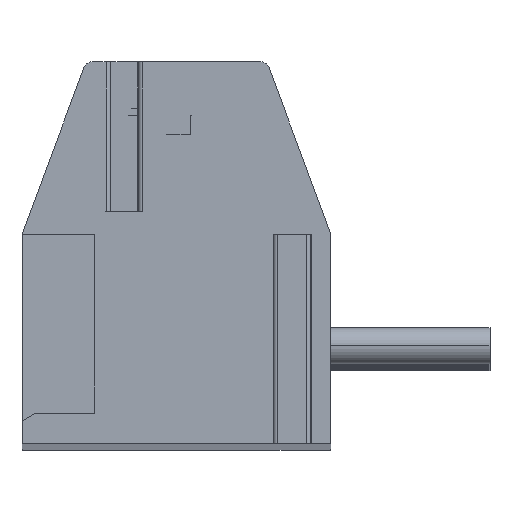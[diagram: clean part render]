
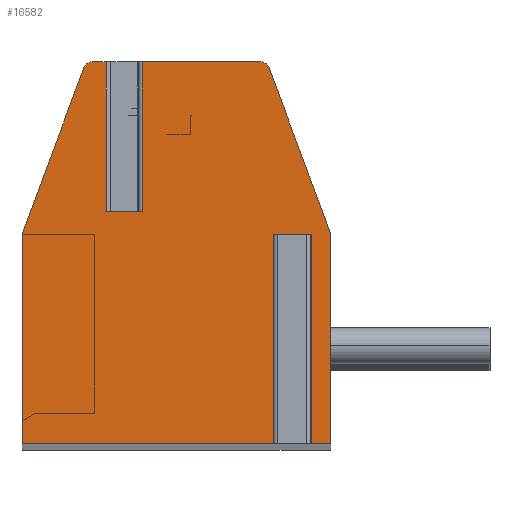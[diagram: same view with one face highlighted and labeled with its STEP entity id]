
A CAD part, top view. The second image highlights one B-rep face of the part: STEP entity #16582.
In plain terms, the highlighted planar face has unit normal (0, 0, 1).
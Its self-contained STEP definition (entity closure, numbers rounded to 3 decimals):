
#13=DIRECTION('',(1.,0.,0.));
#14=VECTOR('',#13,0.796);
#15=CARTESIAN_POINT('',(-1.548,0.9,82.25));
#16=LINE('',#15,#14);
#17=DIRECTION('',(0.,1.,0.));
#18=VECTOR('',#17,3.3);
#19=CARTESIAN_POINT('',(-0.752,0.9,82.25));
#20=LINE('',#19,#18);
#21=DIRECTION('',(-1.,0.,0.));
#22=VECTOR('',#21,2.603);
#23=CARTESIAN_POINT('',(1.851,4.2,82.25));
#24=LINE('',#23,#22);
#25=CARTESIAN_POINT('',(1.851,4.,82.25));
#26=DIRECTION('',(0.,0.,1.));
#27=DIRECTION('',(0.938,0.348,0.));
#28=AXIS2_PLACEMENT_3D('',#25,#26,#27);
#30=DIRECTION('',(-0.348,0.938,0.));
#31=VECTOR('',#30,3.914);
#32=CARTESIAN_POINT('',(3.4,0.4,82.25));
#33=LINE('',#32,#31);
#34=DIRECTION('',(0.,1.,0.));
#35=VECTOR('',#34,4.6);
#36=CARTESIAN_POINT('',(3.4,-4.2,82.25));
#37=LINE('',#36,#35);
#38=DIRECTION('',(1.,0.,0.));
#39=VECTOR('',#38,0.634);
#40=CARTESIAN_POINT('',(2.766,-4.2,82.25));
#41=LINE('',#40,#39);
#42=DIRECTION('',(0.,1.,0.));
#43=VECTOR('',#42,4.6);
#44=CARTESIAN_POINT('',(2.766,-4.2,82.25));
#45=LINE('',#44,#43);
#46=DIRECTION('',(-1.,0.,0.));
#47=VECTOR('',#46,0.43);
#48=CARTESIAN_POINT('',(2.766,0.4,82.25));
#49=LINE('',#48,#47);
#50=DIRECTION('',(0.,1.,0.));
#51=VECTOR('',#50,4.6);
#52=CARTESIAN_POINT('',(2.336,-4.2,82.25));
#53=LINE('',#52,#51);
#54=DIRECTION('',(1.,0.,0.));
#55=VECTOR('',#54,5.736);
#56=CARTESIAN_POINT('',(-3.4,-4.2,82.25));
#57=LINE('',#56,#55);
#58=DIRECTION('',(0.,-1.,0.));
#59=VECTOR('',#58,4.6);
#60=CARTESIAN_POINT('',(-3.4,0.4,82.25));
#61=LINE('',#60,#59);
#62=DIRECTION('',(-0.348,-0.938,0.));
#63=VECTOR('',#62,3.914);
#64=CARTESIAN_POINT('',(-2.038,4.07,82.25));
#65=LINE('',#64,#63);
#66=CARTESIAN_POINT('',(-1.851,4.,82.25));
#67=DIRECTION('',(0.,0.,1.));
#68=DIRECTION('',(0.,1.,0.));
#69=AXIS2_PLACEMENT_3D('',#66,#67,#68);
#71=DIRECTION('',(-1.,0.,0.));
#72=VECTOR('',#71,0.303);
#73=CARTESIAN_POINT('',(-1.548,4.2,82.25));
#74=LINE('',#73,#72);
#75=DIRECTION('',(0.,1.,0.));
#76=VECTOR('',#75,3.3);
#77=CARTESIAN_POINT('',(-1.548,0.9,82.25));
#78=LINE('',#77,#76);
#12953=CARTESIAN_POINT('',(-1.851,4.2,82.25));
#12954=CARTESIAN_POINT('',(-2.038,4.07,82.25));
#12955=VERTEX_POINT('',#12953);
#12956=VERTEX_POINT('',#12954);
#12957=CARTESIAN_POINT('',(-3.4,0.4,82.25));
#12958=VERTEX_POINT('',#12957);
#12959=CARTESIAN_POINT('',(-3.4,-4.2,82.25));
#12960=VERTEX_POINT('',#12959);
#12961=CARTESIAN_POINT('',(3.4,-4.2,82.25));
#12962=CARTESIAN_POINT('',(3.4,0.4,82.25));
#12963=VERTEX_POINT('',#12961);
#12964=VERTEX_POINT('',#12962);
#12965=CARTESIAN_POINT('',(2.038,4.07,82.25));
#12966=VERTEX_POINT('',#12965);
#12967=CARTESIAN_POINT('',(1.851,4.2,82.25));
#12968=VERTEX_POINT('',#12967);
#13009=CARTESIAN_POINT('',(2.766,0.4,82.25));
#13010=CARTESIAN_POINT('',(2.336,0.4,82.25));
#13011=VERTEX_POINT('',#13009);
#13012=VERTEX_POINT('',#13010);
#13013=CARTESIAN_POINT('',(2.336,-4.2,82.25));
#13014=VERTEX_POINT('',#13013);
#13015=CARTESIAN_POINT('',(2.766,-4.2,82.25));
#13016=VERTEX_POINT('',#13015);
#13077=CARTESIAN_POINT('',(-1.548,0.9,82.25));
#13078=CARTESIAN_POINT('',(-0.752,0.9,82.25));
#13079=VERTEX_POINT('',#13077);
#13080=VERTEX_POINT('',#13078);
#13081=CARTESIAN_POINT('',(-1.548,4.2,82.25));
#13082=VERTEX_POINT('',#13081);
#13083=CARTESIAN_POINT('',(-0.752,4.2,82.25));
#13084=VERTEX_POINT('',#13083);
#16543=CARTESIAN_POINT('',(0.,0.,82.25));
#16544=DIRECTION('',(0.,0.,1.));
#16545=DIRECTION('',(1.,0.,0.));
#16546=AXIS2_PLACEMENT_3D('',#16543,#16544,#16545);
#16547=PLANE('',#16546);
#16549=ORIENTED_EDGE('',*,*,#16548,.T.);
#16551=ORIENTED_EDGE('',*,*,#16550,.T.);
#16553=ORIENTED_EDGE('',*,*,#16552,.F.);
#16555=ORIENTED_EDGE('',*,*,#16554,.F.);
#16557=ORIENTED_EDGE('',*,*,#16556,.F.);
#16559=ORIENTED_EDGE('',*,*,#16558,.F.);
#16561=ORIENTED_EDGE('',*,*,#16560,.F.);
#16563=ORIENTED_EDGE('',*,*,#16562,.T.);
#16565=ORIENTED_EDGE('',*,*,#16564,.T.);
#16567=ORIENTED_EDGE('',*,*,#16566,.F.);
#16569=ORIENTED_EDGE('',*,*,#16568,.F.);
#16571=ORIENTED_EDGE('',*,*,#16570,.F.);
#16573=ORIENTED_EDGE('',*,*,#16572,.F.);
#16575=ORIENTED_EDGE('',*,*,#16574,.F.);
#16577=ORIENTED_EDGE('',*,*,#16576,.F.);
#16579=ORIENTED_EDGE('',*,*,#16578,.F.);
#16580=EDGE_LOOP('',(#16549,#16551,#16553,#16555,#16557,#16559,#16561,#16563,
#16565,#16567,#16569,#16571,#16573,#16575,#16577,#16579));
#16581=FACE_OUTER_BOUND('',#16580,.F.);
#29=CIRCLE('',#28,0.2);
#70=CIRCLE('',#69,0.2);
#16548=EDGE_CURVE('',#13079,#13080,#16,.T.);
#16550=EDGE_CURVE('',#13080,#13084,#20,.T.);
#16552=EDGE_CURVE('',#12968,#13084,#24,.T.);
#16554=EDGE_CURVE('',#12966,#12968,#29,.T.);
#16556=EDGE_CURVE('',#12964,#12966,#33,.T.);
#16558=EDGE_CURVE('',#12963,#12964,#37,.T.);
#16560=EDGE_CURVE('',#13016,#12963,#41,.T.);
#16562=EDGE_CURVE('',#13016,#13011,#45,.T.);
#16564=EDGE_CURVE('',#13011,#13012,#49,.T.);
#16566=EDGE_CURVE('',#13014,#13012,#53,.T.);
#16568=EDGE_CURVE('',#12960,#13014,#57,.T.);
#16570=EDGE_CURVE('',#12958,#12960,#61,.T.);
#16572=EDGE_CURVE('',#12956,#12958,#65,.T.);
#16574=EDGE_CURVE('',#12955,#12956,#70,.T.);
#16576=EDGE_CURVE('',#13082,#12955,#74,.T.);
#16578=EDGE_CURVE('',#13079,#13082,#78,.T.);
#16582=ADVANCED_FACE('',(#16581),#16547,.T.);
